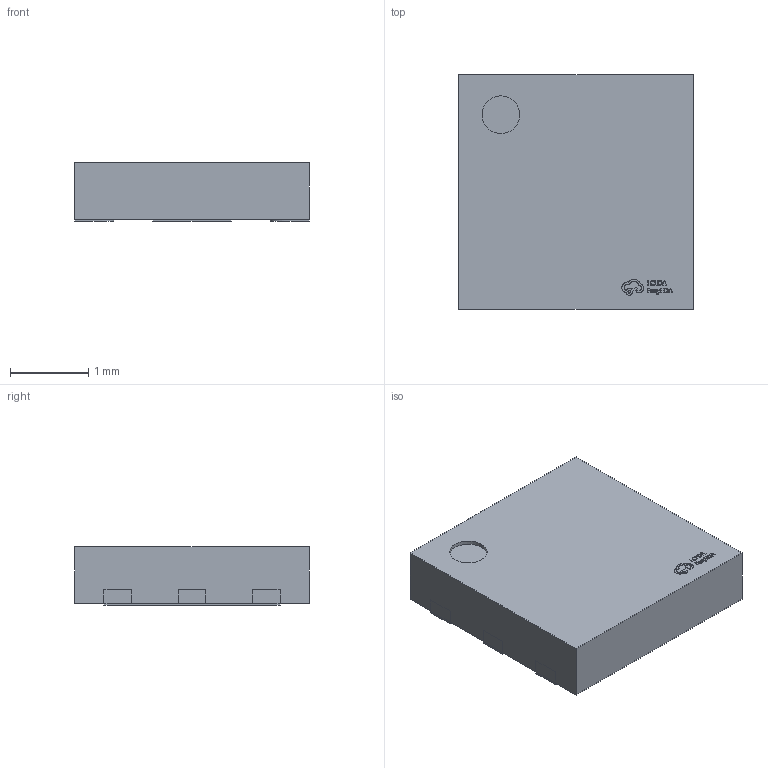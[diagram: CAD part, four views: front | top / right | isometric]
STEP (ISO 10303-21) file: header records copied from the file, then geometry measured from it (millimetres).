
FILE_DESCRIPTION (( 'STEP AP214' ), '1' );
FILE_NAME ('SON-6_L3.0-W3.0-P0.95-TL-EP.step', '2022-07-26T09:25:25', ( '' ), ( '' ), 'SwSTEP 2.0', 'SolidWorks 2020', '' );
FILE_SCHEMA (( 'AUTOMOTIVE_DESIGN' ));
Length unit declared in the file: millimetre
Products named in the file (1): SON-6_L3.0-W3.0-P0.95-TL-EP
Bounding box: 3 x 3 x 0.75 mm (x, y, z)
Volume: 6.6 mm3; surface area: 43.3 mm2
Topology: 28 solids, 28 shells, 447 faces, 1146 edges, 764 vertices
Faces by surface type: plane 297, bspline 112, cylinder 38
Entity records: 18776 total; most frequent: CARTESIAN_POINT 4074, ORIENTED_EDGE 2292, DIRECTION 1623, EDGE_CURVE 1146, LINE 799, VECTOR 799, VERTEX_POINT 764, EDGE_LOOP 468
